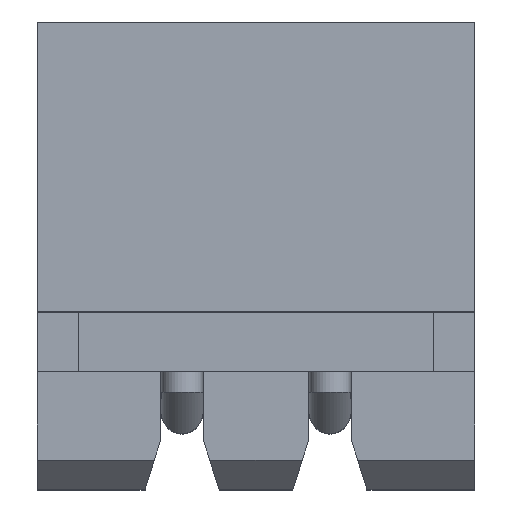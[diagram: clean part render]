
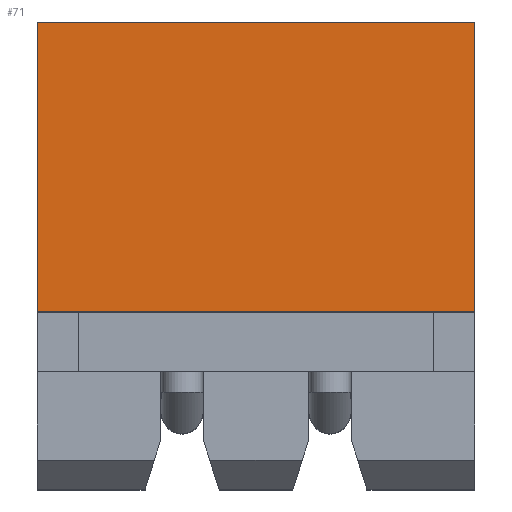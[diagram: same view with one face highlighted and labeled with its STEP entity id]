
A CAD part, top view. The second image highlights one B-rep face of the part: STEP entity #71.
In plain terms, the highlighted planar face has unit normal (0, 0, 1).
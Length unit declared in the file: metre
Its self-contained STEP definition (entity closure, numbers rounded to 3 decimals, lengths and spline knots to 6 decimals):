
#71 = ADVANCED_FACE( '', ( #184 ), #185, .T. );
#184 = FACE_OUTER_BOUND( '', #432, .T. );
#185 = PLANE( '', #433 );
#432 = EDGE_LOOP( '', ( #975, #976, #977, #978 ) );
#433 = AXIS2_PLACEMENT_3D( '', #979, #980, #981 );
#975 = ORIENTED_EDGE( '', *, *, #1525, .T. );
#976 = ORIENTED_EDGE( '', *, *, #1445, .F. );
#977 = ORIENTED_EDGE( '', *, *, #1526, .F. );
#978 = ORIENTED_EDGE( '', *, *, #1506, .T. );
#979 = CARTESIAN_POINT( '', ( -0.0037, -0.00295, 0.00245 ) );
#980 = DIRECTION( '', ( 0., 0., 1. ) );
#981 = DIRECTION( '', ( 1., 0., 0. ) );
#1445 = EDGE_CURVE( '', #1679, #1681, #1682, .T. );
#1506 = EDGE_CURVE( '', #1793, #1791, #1794, .T. );
#1525 = EDGE_CURVE( '', #1791, #1681, #1822, .T. );
#1526 = EDGE_CURVE( '', #1793, #1679, #1823, .T. );
#1679 = VERTEX_POINT( '', #2055 );
#1681 = VERTEX_POINT( '', #2058 );
#1682 = LINE( '', #2059, #2060 );
#1791 = VERTEX_POINT( '', #2222 );
#1793 = VERTEX_POINT( '', #2225 );
#1794 = LINE( '', #2226, #2227 );
#1822 = LINE( '', #2271, #2272 );
#1823 = LINE( '', #2273, #2274 );
#2055 = CARTESIAN_POINT( '', ( -0.0037, 0.00295, 0.00245 ) );
#2058 = CARTESIAN_POINT( '', ( 0.0037, 0.00295, 0.00245 ) );
#2059 = CARTESIAN_POINT( '', ( -0.0037, 0.00295, 0.00245 ) );
#2060 = VECTOR( '', #2514, 1. );
#2222 = CARTESIAN_POINT( '', ( 0.0037, -0.00195, 0.00245 ) );
#2225 = CARTESIAN_POINT( '', ( -0.0037, -0.00195, 0.00245 ) );
#2226 = CARTESIAN_POINT( '', ( -0.0037, -0.00195, 0.00245 ) );
#2227 = VECTOR( '', #2587, 1. );
#2271 = CARTESIAN_POINT( '', ( 0.0037, -0.00195, 0.00245 ) );
#2272 = VECTOR( '', #2610, 1. );
#2273 = CARTESIAN_POINT( '', ( -0.0037, -0.00195, 0.00245 ) );
#2274 = VECTOR( '', #2611, 1. );
#2514 = DIRECTION( '', ( 1., 0., 0. ) );
#2587 = DIRECTION( '', ( 1., 0., 0. ) );
#2610 = DIRECTION( '', ( 0., 1., 0. ) );
#2611 = DIRECTION( '', ( 0., 1., 0. ) );
